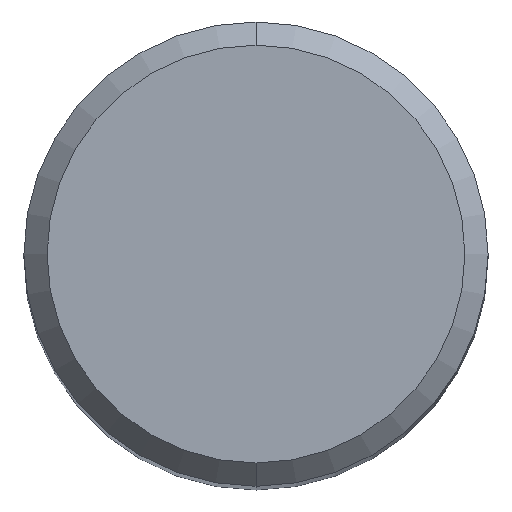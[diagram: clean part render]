
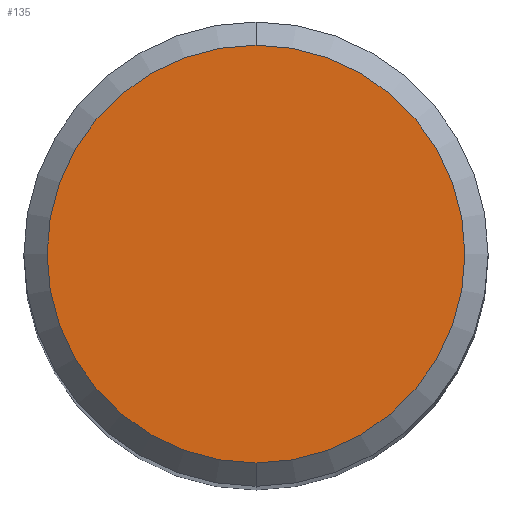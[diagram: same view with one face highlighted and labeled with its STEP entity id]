
A CAD part, top view. The second image highlights one B-rep face of the part: STEP entity #135.
In plain terms, the highlighted planar face has unit normal (0, 0, 1).
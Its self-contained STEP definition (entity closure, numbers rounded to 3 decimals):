
#119=VERTEX_POINT('',#272);
#135=ADVANCED_FACE('',(#290),#291,.T.);
#145=EDGE_CURVE('',#119,#187,#303,.T.);
#187=VERTEX_POINT('',#350);
#227=EDGE_CURVE('',#187,#119,#395,.T.);
#272=CARTESIAN_POINT('',(0.0,3.6,0.));
#290=FACE_OUTER_BOUND('',#459,.T.);
#291=PLANE('',#460);
#303=CIRCLE('',#475,3.6);
#350=CARTESIAN_POINT('',(0.,-3.6,0.));
#395=CIRCLE('',#596,3.6);
#459=EDGE_LOOP('',(#645,#646));
#460=AXIS2_PLACEMENT_3D('',#647,#648,#649);
#475=AXIS2_PLACEMENT_3D('',#667,#668,#669);
#596=AXIS2_PLACEMENT_3D('',#787,#788,#789);
#645=ORIENTED_EDGE('',*,*,#145,.F.);
#646=ORIENTED_EDGE('',*,*,#227,.F.);
#647=CARTESIAN_POINT('',(0.0,1.8,0.));
#648=DIRECTION('',(-0.0,0.0,1.0));
#649=DIRECTION('',(0.0,-1.0,0.0));
#667=CARTESIAN_POINT('',(0.0,0.0,0.));
#668=DIRECTION('',(0.0,0.0,-1.0));
#669=DIRECTION('',(0.0,1.0,0.0));
#787=CARTESIAN_POINT('',(0.0,0.0,0.));
#788=DIRECTION('',(0.0,0.0,-1.0));
#789=DIRECTION('',(0.0,1.0,0.0));
